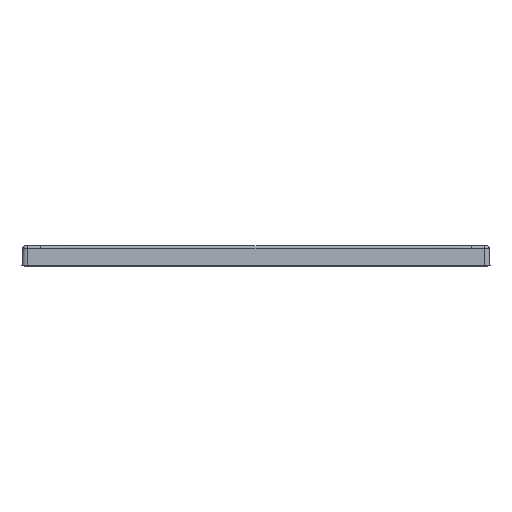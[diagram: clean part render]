
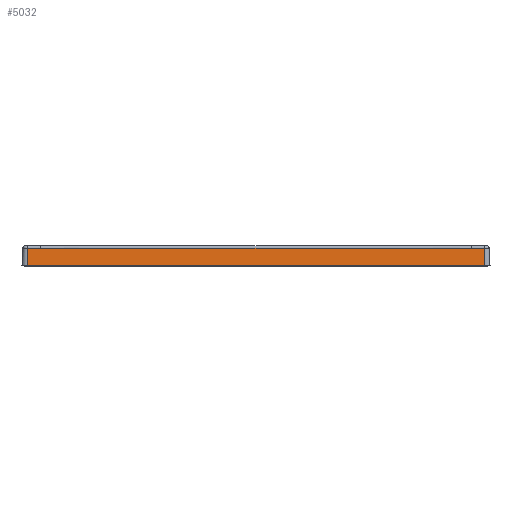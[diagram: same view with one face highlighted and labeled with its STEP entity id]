
A CAD part, left-side view. The second image highlights one B-rep face of the part: STEP entity #5032.
In plain terms, the highlighted planar face has unit normal (-0.999, 0, 0.045).
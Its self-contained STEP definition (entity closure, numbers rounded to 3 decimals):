
#534=PLANE('',#39095);
#841=LINE('',#48136,#1149);
#842=LINE('',#48262,#1150);
#1149=VECTOR('',#41755,1.);
#1150=VECTOR('',#41758,1.);
#5032=ADVANCED_FACE('',(#8019),#534,.T.);
#8019=FACE_OUTER_BOUND('',#10634,.T.);
#10634=EDGE_LOOP('',(#13481,#13482,#13483,#13484,#13485,#13486));
#13481=ORIENTED_EDGE('',*,*,#29103,.T.);
#13482=ORIENTED_EDGE('',*,*,#29116,.F.);
#13483=ORIENTED_EDGE('',*,*,#29108,.T.);
#13484=ORIENTED_EDGE('',*,*,#29117,.F.);
#13485=ORIENTED_EDGE('',*,*,#29118,.F.);
#13486=ORIENTED_EDGE('',*,*,#29119,.F.);
#25590=VERTEX_POINT('',#48135);
#25591=VERTEX_POINT('',#48137);
#25593=VERTEX_POINT('',#48263);
#25594=VERTEX_POINT('',#48264);
#25599=VERTEX_POINT('',#48426);
#25600=VERTEX_POINT('',#48437);
#29103=EDGE_CURVE('',#25591,#25590,#841,.T.);
#29108=EDGE_CURVE('',#25593,#25594,#842,.T.);
#29116=EDGE_CURVE('',#25593,#25590,#35169,.T.);
#29117=EDGE_CURVE('',#25599,#25594,#35170,.T.);
#29118=EDGE_CURVE('',#25600,#25599,#35171,.T.);
#29119=EDGE_CURVE('',#25591,#25600,#35172,.T.);
#35169=B_SPLINE_CURVE_WITH_KNOTS('',3,(#48405,#48406,#48407,#48408,#48409,
#48410,#48411,#48412,#48413,#48414,#48415,#48416,#48417,#48418,#48419,#48420,
#48421),.UNSPECIFIED.,.F.,.F.,(4,1,1,1,1,1,1,1,1,1,1,1,1,1,4),(0.,0.001,
0.002,0.007,0.012,0.094,
0.175,0.5,0.825,0.906,
0.988,0.993,0.998,0.999,
1.),.UNSPECIFIED.);
#35170=B_SPLINE_CURVE_WITH_KNOTS('',3,(#48422,#48423,#48424,#48425),
 .UNSPECIFIED.,.F.,.F.,(4,4),(0.,1.),.UNSPECIFIED.);
#35171=B_SPLINE_CURVE_WITH_KNOTS('',3,(#48427,#48428,#48429,#48430,#48431,
#48432,#48433,#48434,#48435,#48436),.UNSPECIFIED.,.F.,.F.,(4,3,3,4),(0.,
0.455,0.728,1.),.UNSPECIFIED.);
#35172=B_SPLINE_CURVE_WITH_KNOTS('',3,(#48438,#48439,#48440,#48441),
 .UNSPECIFIED.,.F.,.F.,(4,4),(0.,1.),.UNSPECIFIED.);
#39095=AXIS2_PLACEMENT_3D('',#48442,#41762,#41763);
#41755=DIRECTION('',(-0.045,0.,-0.999));
#41758=DIRECTION('',(0.045,0.,0.999));
#41762=DIRECTION('',(-0.999,0.,0.045));
#41763=DIRECTION('',(0.045,0.,0.999));
#48135=CARTESIAN_POINT('',(-601.479,442.,2.2));
#48136=CARTESIAN_POINT('',(-600.005,442.,35.));
#48137=CARTESIAN_POINT('',(-599.998,442.,35.171));
#48262=CARTESIAN_POINT('',(-600.005,-442.,35.));
#48263=CARTESIAN_POINT('',(-601.479,-442.,2.2));
#48264=CARTESIAN_POINT('',(-599.998,-442.,35.171));
#48405=CARTESIAN_POINT('',(-601.479,-442.,2.2));
#48406=CARTESIAN_POINT('',(-601.484,-441.692,2.2));
#48407=CARTESIAN_POINT('',(-601.474,-441.01,2.2));
#48408=CARTESIAN_POINT('',(-601.479,-438.831,2.2));
#48409=CARTESIAN_POINT('',(-601.48,-435.464,2.2));
#48410=CARTESIAN_POINT('',(-601.462,-408.528,2.2));
#48411=CARTESIAN_POINT('',(-601.471,-359.146,2.2));
#48412=CARTESIAN_POINT('',(-601.483,-215.487,2.2));
#48413=CARTESIAN_POINT('',(-601.472,0.,2.2));
#48414=CARTESIAN_POINT('',(-601.483,215.487,2.2));
#48415=CARTESIAN_POINT('',(-601.471,359.146,2.2));
#48416=CARTESIAN_POINT('',(-601.462,408.528,2.2));
#48417=CARTESIAN_POINT('',(-601.48,435.464,2.2));
#48418=CARTESIAN_POINT('',(-601.479,438.831,2.2));
#48419=CARTESIAN_POINT('',(-601.474,441.01,2.2));
#48420=CARTESIAN_POINT('',(-601.484,441.692,2.2));
#48421=CARTESIAN_POINT('',(-601.479,442.,2.2));
#48422=CARTESIAN_POINT('',(-599.999,-415.282,35.145));
#48423=CARTESIAN_POINT('',(-599.999,-424.188,35.15));
#48424=CARTESIAN_POINT('',(-600.,-433.094,35.126));
#48425=CARTESIAN_POINT('',(-599.998,-442.,35.171));
#48426=CARTESIAN_POINT('',(-599.999,-415.282,35.145));
#48427=CARTESIAN_POINT('',(-599.999,415.282,35.145));
#48428=CARTESIAN_POINT('',(-600.002,289.302,35.078));
#48429=CARTESIAN_POINT('',(-600.,163.322,35.12));
#48430=CARTESIAN_POINT('',(-600.,37.342,35.12));
#48431=CARTESIAN_POINT('',(-600.,-38.095,35.12));
#48432=CARTESIAN_POINT('',(-600.,-113.533,35.12));
#48433=CARTESIAN_POINT('',(-600.,-188.97,35.12));
#48434=CARTESIAN_POINT('',(-600.,-264.407,35.12));
#48435=CARTESIAN_POINT('',(-600.001,-339.844,35.105));
#48436=CARTESIAN_POINT('',(-599.999,-415.282,35.145));
#48437=CARTESIAN_POINT('',(-599.999,415.282,35.145));
#48438=CARTESIAN_POINT('',(-599.998,442.,35.171));
#48439=CARTESIAN_POINT('',(-600.,433.094,35.126));
#48440=CARTESIAN_POINT('',(-599.999,424.188,35.15));
#48441=CARTESIAN_POINT('',(-599.999,415.282,35.145));
#48442=CARTESIAN_POINT('',(-600.005,450.,35.));
